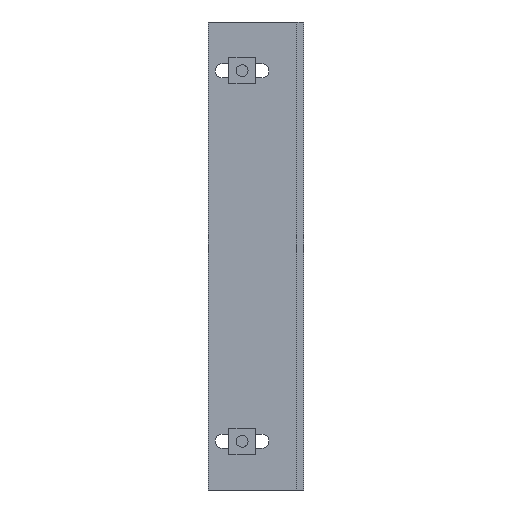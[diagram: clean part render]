
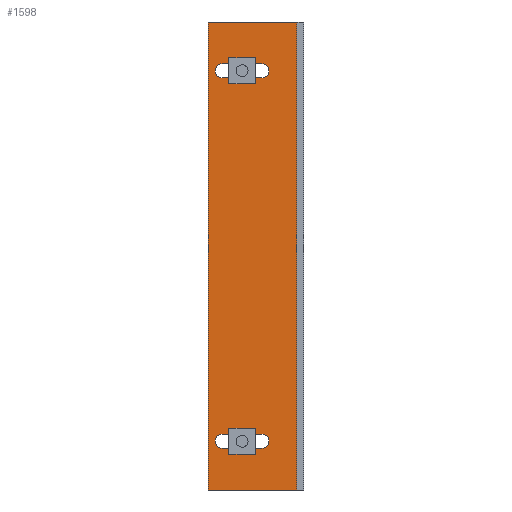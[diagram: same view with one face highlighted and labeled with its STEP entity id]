
A CAD part, left-side view. The second image highlights one B-rep face of the part: STEP entity #1598.
In plain terms, the highlighted face is planar.
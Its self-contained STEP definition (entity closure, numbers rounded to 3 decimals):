
#8 = DIRECTION ( 'NONE',  ( 0., 0., 1. ) ) ;
#47 = LINE ( 'NONE', #2925, #3604 ) ;
#172 = ORIENTED_EDGE ( 'NONE', *, *, #1181, .F. ) ;
#184 = ORIENTED_EDGE ( 'NONE', *, *, #1817, .F. ) ;
#220 = LINE ( 'NONE', #3689, #1230 ) ;
#278 = CARTESIAN_POINT ( 'NONE',  ( 89.5, 21., 0. ) ) ;
#417 = ORIENTED_EDGE ( 'NONE', *, *, #1421, .F. ) ;
#505 = VECTOR ( 'NONE', #1570, 1000. ) ;
#542 = EDGE_CURVE ( 'NONE', #3238, #3029, #2447, .T. ) ;
#567 = FACE_BOUND ( 'NONE', #992, .T. ) ;
#569 = DIRECTION ( 'NONE',  ( 0., -1., 0. ) ) ;
#590 = EDGE_CURVE ( 'NONE', #1518, #2185, #808, .T. ) ;
#600 = DIRECTION ( 'NONE',  ( 0., -1., 0. ) ) ;
#609 = DIRECTION ( 'NONE',  ( 0., -1., 0. ) ) ;
#621 = CARTESIAN_POINT ( 'NONE',  ( 117.5, 48., 0. ) ) ;
#627 = LINE ( 'NONE', #3552, #505 ) ;
#804 = VECTOR ( 'NONE', #2276, 1000. ) ;
#808 = CIRCLE ( 'NONE', #3588, 3.5 ) ;
#875 = LINE ( 'NONE', #893, #2982 ) ;
#886 = FACE_OUTER_BOUND ( 'NONE', #3576, .T. ) ;
#893 = CARTESIAN_POINT ( 'NONE',  ( -96.5, 41., 0. ) ) ;
#895 = ORIENTED_EDGE ( 'NONE', *, *, #2999, .F. ) ;
#939 = AXIS2_PLACEMENT_3D ( 'NONE', #1450, #2945, #2572 ) ;
#947 = DIRECTION ( 'NONE',  ( 1., 0., 0. ) ) ;
#954 = CARTESIAN_POINT ( 'NONE',  ( -89.5, 21., 0. ) ) ;
#961 = CARTESIAN_POINT ( 'NONE',  ( 89.5, 41., 0. ) ) ;
#992 = EDGE_LOOP ( 'NONE', ( #2408, #417, #1603, #895 ) ) ;
#1013 = ORIENTED_EDGE ( 'NONE', *, *, #2612, .T. ) ;
#1042 = EDGE_CURVE ( 'NONE', #1857, #3614, #2104, .T. ) ;
#1062 = DIRECTION ( 'NONE',  ( 1., 0., 0. ) ) ;
#1078 = EDGE_LOOP ( 'NONE', ( #3676, #184, #1524, #172 ) ) ;
#1123 = DIRECTION ( 'NONE',  ( 1., 0., 0. ) ) ;
#1181 = EDGE_CURVE ( 'NONE', #3029, #3513, #875, .T. ) ;
#1208 = DIRECTION ( 'NONE',  ( 0., 0., 1. ) ) ;
#1228 = CARTESIAN_POINT ( 'NONE',  ( -93., 41., 0. ) ) ;
#1230 = VECTOR ( 'NONE', #2774, 1000. ) ;
#1309 = VERTEX_POINT ( 'NONE', #961 ) ;
#1390 = CARTESIAN_POINT ( 'NONE',  ( 96.5, 21., 0. ) ) ;
#1421 = EDGE_CURVE ( 'NONE', #2185, #1663, #1660, .T. ) ;
#1450 = CARTESIAN_POINT ( 'NONE',  ( 93., 41., 0. ) ) ;
#1492 = FACE_BOUND ( 'NONE', #1078, .T. ) ;
#1518 = VERTEX_POINT ( 'NONE', #278 ) ;
#1524 = ORIENTED_EDGE ( 'NONE', *, *, #2234, .F. ) ;
#1570 = DIRECTION ( 'NONE',  ( 0., -1., 0. ) ) ;
#1598 = ADVANCED_FACE ( 'NONE', ( #567, #1492, #886 ), #2365, .T. ) ;
#1600 = AXIS2_PLACEMENT_3D ( 'NONE', #3665, #3425, #1062 ) ;
#1603 = ORIENTED_EDGE ( 'NONE', *, *, #590, .F. ) ;
#1660 = LINE ( 'NONE', #2253, #804 ) ;
#1663 = VERTEX_POINT ( 'NONE', #2457 ) ;
#1675 = LINE ( 'NONE', #2003, #3455 ) ;
#1716 = VERTEX_POINT ( 'NONE', #1852 ) ;
#1783 = CIRCLE ( 'NONE', #939, 3.5 ) ;
#1817 = EDGE_CURVE ( 'NONE', #2109, #3238, #3429, .T. ) ;
#1852 = CARTESIAN_POINT ( 'NONE',  ( -117.5, 48., 0. ) ) ;
#1857 = VERTEX_POINT ( 'NONE', #3136 ) ;
#1921 = CARTESIAN_POINT ( 'NONE',  ( -89.5, 41., 0. ) ) ;
#1999 = EDGE_CURVE ( 'NONE', #1663, #1309, #1783, .T. ) ;
#2003 = CARTESIAN_POINT ( 'NONE',  ( -117.5, 48., 0. ) ) ;
#2021 = EDGE_CURVE ( 'NONE', #1716, #1857, #47, .T. ) ;
#2038 = DIRECTION ( 'NONE',  ( 0., 0., 1. ) ) ;
#2104 = LINE ( 'NONE', #621, #3296 ) ;
#2109 = VERTEX_POINT ( 'NONE', #954 ) ;
#2185 = VERTEX_POINT ( 'NONE', #1390 ) ;
#2234 = EDGE_CURVE ( 'NONE', #3513, #2109, #3248, .T. ) ;
#2253 = CARTESIAN_POINT ( 'NONE',  ( 96.5, 41., 0. ) ) ;
#2268 = CARTESIAN_POINT ( 'NONE',  ( 117.5, 3.5, 0. ) ) ;
#2276 = DIRECTION ( 'NONE',  ( 0., 1., 0. ) ) ;
#2321 = DIRECTION ( 'NONE',  ( 1., 0., 0. ) ) ;
#2365 = PLANE ( 'NONE',  #3687 ) ;
#2408 = ORIENTED_EDGE ( 'NONE', *, *, #1999, .F. ) ;
#2447 = CIRCLE ( 'NONE', #2632, 3.5 ) ;
#2457 = CARTESIAN_POINT ( 'NONE',  ( 96.5, 41., 0. ) ) ;
#2458 = VERTEX_POINT ( 'NONE', #3239 ) ;
#2572 = DIRECTION ( 'NONE',  ( 1., 0., 0. ) ) ;
#2598 = CARTESIAN_POINT ( 'NONE',  ( -89.5, 41., 0. ) ) ;
#2612 = EDGE_CURVE ( 'NONE', #1716, #2458, #1675, .T. ) ;
#2632 = AXIS2_PLACEMENT_3D ( 'NONE', #1228, #1208, #947 ) ;
#2696 = CARTESIAN_POINT ( 'NONE',  ( -96.5, 41., 0. ) ) ;
#2752 = ORIENTED_EDGE ( 'NONE', *, *, #2021, .F. ) ;
#2774 = DIRECTION ( 'NONE',  ( 1., 0., 0. ) ) ;
#2815 = CARTESIAN_POINT ( 'NONE',  ( -96.5, 21., 0. ) ) ;
#2830 = ORIENTED_EDGE ( 'NONE', *, *, #1042, .F. ) ;
#2877 = ORIENTED_EDGE ( 'NONE', *, *, #3533, .T. ) ;
#2925 = CARTESIAN_POINT ( 'NONE',  ( -117.5, 48., 0. ) ) ;
#2945 = DIRECTION ( 'NONE',  ( 0., 0., 1. ) ) ;
#2982 = VECTOR ( 'NONE', #609, 1000. ) ;
#2999 = EDGE_CURVE ( 'NONE', #1309, #1518, #627, .T. ) ;
#3029 = VERTEX_POINT ( 'NONE', #2696 ) ;
#3136 = CARTESIAN_POINT ( 'NONE',  ( 117.5, 48., 0. ) ) ;
#3175 = DIRECTION ( 'NONE',  ( 0., -1., 0. ) ) ;
#3221 = VECTOR ( 'NONE', #3410, 1000. ) ;
#3227 = CARTESIAN_POINT ( 'NONE',  ( -117.5, 48., 0. ) ) ;
#3234 = CARTESIAN_POINT ( 'NONE',  ( 93., 21., 0. ) ) ;
#3238 = VERTEX_POINT ( 'NONE', #2598 ) ;
#3239 = CARTESIAN_POINT ( 'NONE',  ( -117.5, 3.5, 0. ) ) ;
#3248 = CIRCLE ( 'NONE', #1600, 3.5 ) ;
#3296 = VECTOR ( 'NONE', #569, 1000. ) ;
#3410 = DIRECTION ( 'NONE',  ( 0., 1., 0. ) ) ;
#3425 = DIRECTION ( 'NONE',  ( 0., 0., 1. ) ) ;
#3429 = LINE ( 'NONE', #1921, #3221 ) ;
#3455 = VECTOR ( 'NONE', #3175, 1000. ) ;
#3513 = VERTEX_POINT ( 'NONE', #2815 ) ;
#3533 = EDGE_CURVE ( 'NONE', #2458, #3614, #220, .T. ) ;
#3552 = CARTESIAN_POINT ( 'NONE',  ( 89.5, 41., 0. ) ) ;
#3576 = EDGE_LOOP ( 'NONE', ( #2830, #2752, #1013, #2877 ) ) ;
#3588 = AXIS2_PLACEMENT_3D ( 'NONE', #3234, #8, #2321 ) ;
#3604 = VECTOR ( 'NONE', #1123, 1000. ) ;
#3614 = VERTEX_POINT ( 'NONE', #2268 ) ;
#3665 = CARTESIAN_POINT ( 'NONE',  ( -93., 21., 0. ) ) ;
#3676 = ORIENTED_EDGE ( 'NONE', *, *, #542, .F. ) ;
#3687 = AXIS2_PLACEMENT_3D ( 'NONE', #3227, #2038, #600 ) ;
#3689 = CARTESIAN_POINT ( 'NONE',  ( -117.5, 3.5, 0. ) ) ;
